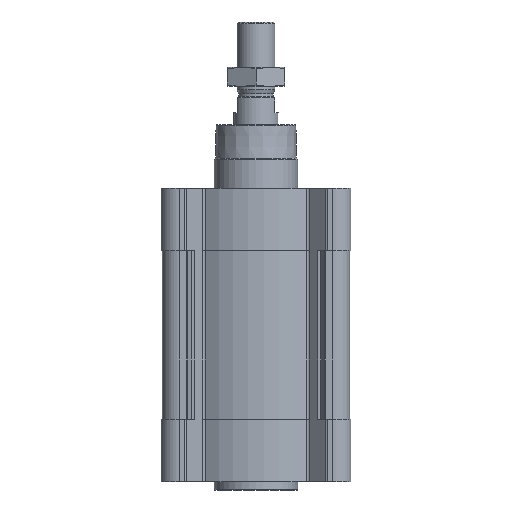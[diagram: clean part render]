
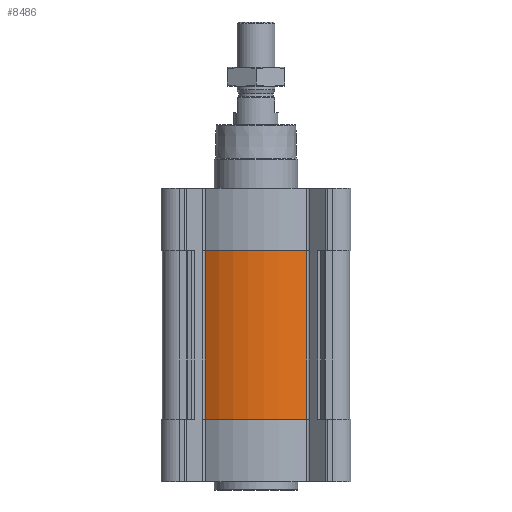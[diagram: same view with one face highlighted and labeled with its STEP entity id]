
A CAD part, front view. The second image highlights one B-rep face of the part: STEP entity #8486.
In plain terms, the highlighted cylindrical face has radius 66.25 mm (diameter 132.5 mm), a partial arc.
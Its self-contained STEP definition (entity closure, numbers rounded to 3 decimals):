
#398=LINE('',#14305,#1053);
#399=LINE('',#14307,#1054);
#1053=VECTOR('',#10880,1000.);
#1054=VECTOR('',#10883,1000.);
#1812=CIRCLE('',#9111,66.25);
#1931=CIRCLE('',#9281,66.25);
#2940=ORIENTED_EDGE('',*,*,#5239,.F.);
#2941=ORIENTED_EDGE('',*,*,#5257,.F.);
#2942=ORIENTED_EDGE('',*,*,#4927,.T.);
#2943=ORIENTED_EDGE('',*,*,#5258,.T.);
#4927=EDGE_CURVE('',#6143,#6142,#1812,.T.);
#5239=EDGE_CURVE('',#6394,#6395,#1931,.T.);
#5257=EDGE_CURVE('',#6143,#6394,#398,.T.);
#5258=EDGE_CURVE('',#6142,#6395,#399,.T.);
#6142=VERTEX_POINT('',#13641);
#6143=VERTEX_POINT('',#13643);
#6394=VERTEX_POINT('',#14268);
#6395=VERTEX_POINT('',#14270);
#7017=EDGE_LOOP('',(#2940,#2941,#2942,#2943));
#7670=FACE_BOUND('',#7017,.T.);
#8227=CYLINDRICAL_SURFACE('',#9296,66.25);
#8486=ADVANCED_FACE('',(#7670),#8227,.T.);
#9111=AXIS2_PLACEMENT_3D('',#13642,#10309,#10310);
#9281=AXIS2_PLACEMENT_3D('',#14269,#10838,#10839);
#9296=AXIS2_PLACEMENT_3D('',#14306,#10881,#10882);
#10309=DIRECTION('',(0.,0.,1.));
#10310=DIRECTION('',(1.,0.,0.));
#10838=DIRECTION('',(0.,0.,1.));
#10839=DIRECTION('',(1.,0.,0.));
#10880=DIRECTION('',(0.,0.,1.));
#10881=DIRECTION('',(0.,0.,1.));
#10882=DIRECTION('',(1.,0.,0.));
#10883=DIRECTION('',(0.,0.,1.));
#13641=CARTESIAN_POINT('',(36.154,-55.515,-165.3));
#13642=CARTESIAN_POINT('',(0.,0.,-165.3));
#13643=CARTESIAN_POINT('',(-36.154,-55.515,-165.3));
#14268=CARTESIAN_POINT('',(-36.154,-55.515,-44.7));
#14269=CARTESIAN_POINT('',(0.,0.,-44.7));
#14270=CARTESIAN_POINT('',(36.154,-55.515,-44.7));
#14305=CARTESIAN_POINT('',(-36.154,-55.515,-165.3));
#14306=CARTESIAN_POINT('',(0.,0.,-165.3));
#14307=CARTESIAN_POINT('',(36.154,-55.515,-165.3));
